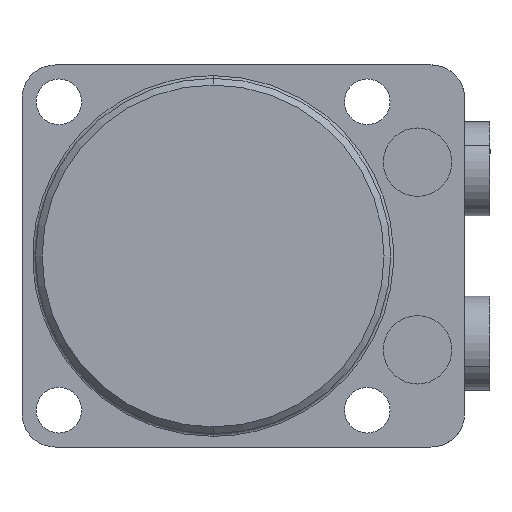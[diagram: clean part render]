
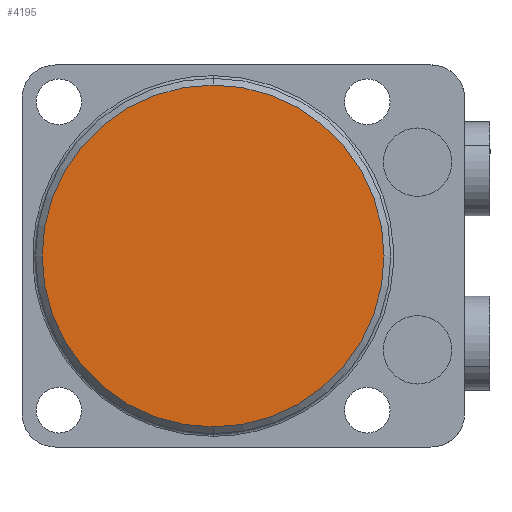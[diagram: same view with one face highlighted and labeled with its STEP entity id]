
A CAD part, front view. The second image highlights one B-rep face of the part: STEP entity #4195.
In plain terms, the highlighted planar face has unit normal (0, -1, 0).
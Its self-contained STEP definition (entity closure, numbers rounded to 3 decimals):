
#95 = EDGE_CURVE ( 'NONE', #958, #1184, #2954, .T. ) ;
#169 = DIRECTION ( 'NONE',  ( 0., 0., -1. ) ) ;
#170 = DIRECTION ( 'NONE',  ( 0., -1., 0. ) ) ;
#172 = PLANE ( 'NONE',  #3354 ) ;
#177 = CARTESIAN_POINT ( 'NONE',  ( 0., -46.5, 0. ) ) ;
#644 = AXIS2_PLACEMENT_3D ( 'NONE', #1822, #1821, #1820 ) ;
#958 = VERTEX_POINT ( 'NONE', #1749 ) ;
#1184 = VERTEX_POINT ( 'NONE', #1632 ) ;
#1632 = CARTESIAN_POINT ( 'NONE',  ( 0., -46.5, -25.5 ) ) ;
#1749 = CARTESIAN_POINT ( 'NONE',  ( 0., -46.5, 25.5 ) ) ;
#1820 = DIRECTION ( 'NONE',  ( 0., 0., 1. ) ) ;
#1821 = DIRECTION ( 'NONE',  ( 0., 1., 0. ) ) ;
#1822 = CARTESIAN_POINT ( 'NONE',  ( 0., -46.5, 0. ) ) ;
#2052 = ORIENTED_EDGE ( 'NONE', *, *, #4091, .F. ) ;
#2053 = ORIENTED_EDGE ( 'NONE', *, *, #95, .F. ) ;
#2610 = FACE_OUTER_BOUND ( 'NONE', #4354, .T. ) ;
#2777 = CIRCLE ( 'NONE', #3658, 25.5 ) ;
#2954 = CIRCLE ( 'NONE', #644, 25.5 ) ;
#3354 = AXIS2_PLACEMENT_3D ( 'NONE', #177, #170, #169 ) ;
#3605 = CARTESIAN_POINT ( 'NONE',  ( 0., -46.5, 0. ) ) ;
#3613 = DIRECTION ( 'NONE',  ( 0., 0., 1. ) ) ;
#3618 = DIRECTION ( 'NONE',  ( 0., 1., 0. ) ) ;
#3658 = AXIS2_PLACEMENT_3D ( 'NONE', #3605, #3618, #3613 ) ;
#4091 = EDGE_CURVE ( 'NONE', #1184, #958, #2777, .T. ) ;
#4195 = ADVANCED_FACE ( 'NONE', ( #2610 ), #172, .T. ) ;
#4354 = EDGE_LOOP ( 'NONE', ( #2053, #2052 ) ) ;
